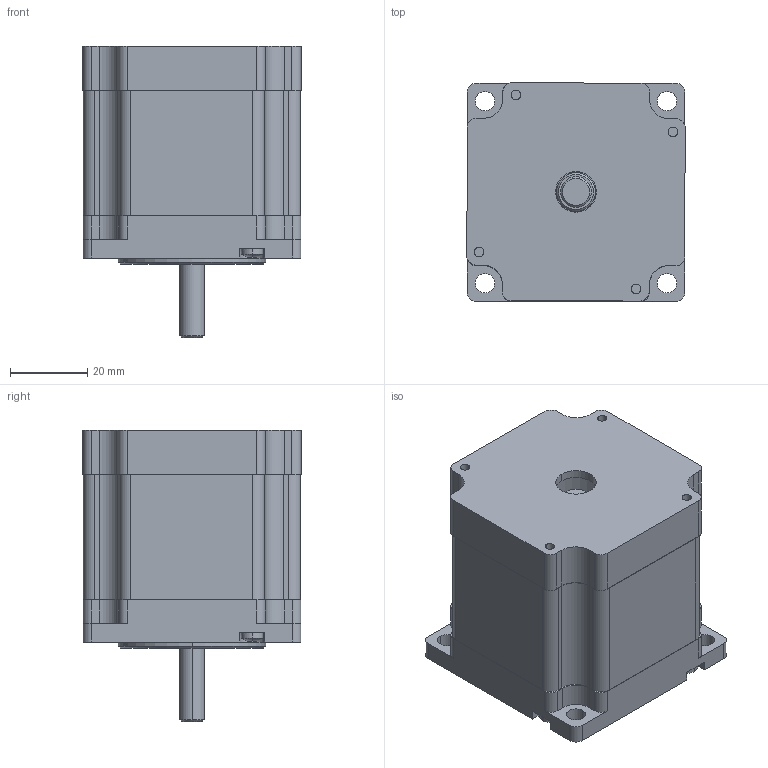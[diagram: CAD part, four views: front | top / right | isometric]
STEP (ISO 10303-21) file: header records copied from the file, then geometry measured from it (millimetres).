
FILE_DESCRIPTION((''),'2;1');
FILE_NAME('0000648096_SW0002','2021-03-12T14:50:34',('gaoyun'),(''),'CREO PARAMETRIC BY PTC INC, 2017110','CREO PARAMETRIC BY PTC INC, 2017110','');
FILE_SCHEMA(('CONFIG_CONTROL_DESIGN'));
Length unit declared in the file: millimetre
Products named in the file (1): 0000648096_SW0002
Bounding box: 56.5 x 56.5 x 75.4 mm (x, y, z)
Volume: 83924.1 mm3; surface area: 44466.6 mm2
Topology: 1 solids, 2 shells, 1563 faces, 4643 edges, 3048 vertices
Faces by surface type: plane 979, cylinder 548, cone 22, sphere 8, torus 6
Entity records: 53313 total; most frequent: CARTESIAN_POINT 9610, DIRECTION 9313, ORIENTED_EDGE 9286, EDGE_CURVE 4643, AXIS2_PLACEMENT_3D 3131, VECTOR 3051, LINE 3051, VERTEX_POINT 3048
